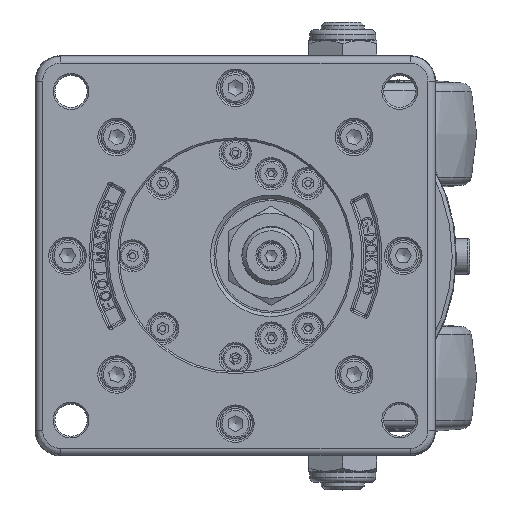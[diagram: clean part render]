
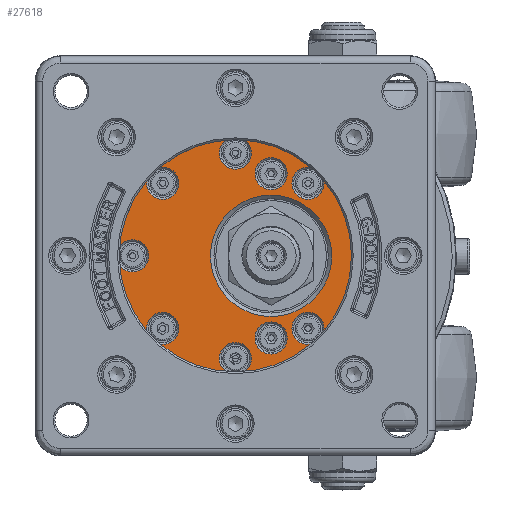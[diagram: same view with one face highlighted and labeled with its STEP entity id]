
A CAD part, top view. The second image highlights one B-rep face of the part: STEP entity #27618.
In plain terms, the highlighted planar face has unit normal (0, 0, 1).
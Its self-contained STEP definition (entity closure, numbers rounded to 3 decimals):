
#579=FACE_BOUND('',#5550,.T.);
#580=FACE_BOUND('',#5551,.T.);
#581=FACE_BOUND('',#5552,.T.);
#582=FACE_BOUND('',#5553,.T.);
#583=FACE_BOUND('',#5554,.T.);
#584=FACE_BOUND('',#5555,.T.);
#585=FACE_BOUND('',#5556,.T.);
#586=FACE_BOUND('',#5557,.T.);
#587=FACE_BOUND('',#5558,.T.);
#588=FACE_BOUND('',#5559,.T.);
#1119=PLANE('',#29206);
#2543=CIRCLE('',#29201,4.5);
#2547=CIRCLE('',#29207,34.5);
#2548=CIRCLE('',#29208,4.5);
#2549=CIRCLE('',#29209,4.5);
#2550=CIRCLE('',#29210,4.5);
#2551=CIRCLE('',#29211,4.5);
#2552=CIRCLE('',#29212,17.);
#2553=CIRCLE('',#29213,4.5);
#2554=CIRCLE('',#29214,4.5);
#2555=CIRCLE('',#29215,4.5);
#2556=CIRCLE('',#29216,4.5);
#3961=FACE_OUTER_BOUND('',#5549,.T.);
#5549=EDGE_LOOP('',(#21948));
#5550=EDGE_LOOP('',(#21949));
#5551=EDGE_LOOP('',(#21950));
#5552=EDGE_LOOP('',(#21951));
#5553=EDGE_LOOP('',(#21952));
#5554=EDGE_LOOP('',(#21953));
#5555=EDGE_LOOP('',(#21954));
#5556=EDGE_LOOP('',(#21955));
#5557=EDGE_LOOP('',(#21956));
#5558=EDGE_LOOP('',(#21957));
#5559=EDGE_LOOP('',(#21958));
#12043=VERTEX_POINT('',#48558);
#12047=VERTEX_POINT('',#48570);
#12048=VERTEX_POINT('',#48572);
#12049=VERTEX_POINT('',#48574);
#12050=VERTEX_POINT('',#48576);
#12051=VERTEX_POINT('',#48578);
#12052=VERTEX_POINT('',#48580);
#12053=VERTEX_POINT('',#48582);
#12054=VERTEX_POINT('',#48584);
#12055=VERTEX_POINT('',#48586);
#12056=VERTEX_POINT('',#48588);
#15520=EDGE_CURVE('',#12043,#12043,#2543,.T.);
#15526=EDGE_CURVE('',#12047,#12047,#2547,.T.);
#15527=EDGE_CURVE('',#12048,#12048,#2548,.T.);
#15528=EDGE_CURVE('',#12049,#12049,#2549,.T.);
#15529=EDGE_CURVE('',#12050,#12050,#2550,.T.);
#15530=EDGE_CURVE('',#12051,#12051,#2551,.T.);
#15531=EDGE_CURVE('',#12052,#12052,#2552,.T.);
#15532=EDGE_CURVE('',#12053,#12053,#2553,.T.);
#15533=EDGE_CURVE('',#12054,#12054,#2554,.T.);
#15534=EDGE_CURVE('',#12055,#12055,#2555,.T.);
#15535=EDGE_CURVE('',#12056,#12056,#2556,.T.);
#21948=ORIENTED_EDGE('',*,*,#15526,.F.);
#21949=ORIENTED_EDGE('',*,*,#15527,.F.);
#21950=ORIENTED_EDGE('',*,*,#15528,.F.);
#21951=ORIENTED_EDGE('',*,*,#15529,.F.);
#21952=ORIENTED_EDGE('',*,*,#15530,.F.);
#21953=ORIENTED_EDGE('',*,*,#15531,.F.);
#21954=ORIENTED_EDGE('',*,*,#15532,.F.);
#21955=ORIENTED_EDGE('',*,*,#15533,.F.);
#21956=ORIENTED_EDGE('',*,*,#15534,.F.);
#21957=ORIENTED_EDGE('',*,*,#15535,.F.);
#21958=ORIENTED_EDGE('',*,*,#15520,.F.);
#27618=ADVANCED_FACE('',(#3961,#579,#580,#581,#582,#583,#584,#585,#586,
#587,#588),#1119,.F.);
#29201=AXIS2_PLACEMENT_3D('',#48559,#32879,#32880);
#29206=AXIS2_PLACEMENT_3D('',#48569,#32891,#32892);
#29207=AXIS2_PLACEMENT_3D('',#48571,#32893,#32894);
#29208=AXIS2_PLACEMENT_3D('',#48573,#32895,#32896);
#29209=AXIS2_PLACEMENT_3D('',#48575,#32897,#32898);
#29210=AXIS2_PLACEMENT_3D('',#48577,#32899,#32900);
#29211=AXIS2_PLACEMENT_3D('',#48579,#32901,#32902);
#29212=AXIS2_PLACEMENT_3D('',#48581,#32903,#32904);
#29213=AXIS2_PLACEMENT_3D('',#48583,#32905,#32906);
#29214=AXIS2_PLACEMENT_3D('',#48585,#32907,#32908);
#29215=AXIS2_PLACEMENT_3D('',#48587,#32909,#32910);
#29216=AXIS2_PLACEMENT_3D('',#48589,#32911,#32912);
#32879=DIRECTION('center_axis',(0.,0.,
1.));
#32880=DIRECTION('ref_axis',(-1.,0.,0.));
#32891=DIRECTION('center_axis',(0.,0.,
-1.));
#32892=DIRECTION('ref_axis',(1.,0.,0.));
#32893=DIRECTION('center_axis',(0.,0.,
-1.));
#32894=DIRECTION('ref_axis',(-1.,0.,0.));
#32895=DIRECTION('center_axis',(0.,0.,
1.));
#32896=DIRECTION('ref_axis',(1.,0.,0.));
#32897=DIRECTION('center_axis',(0.,0.,
1.));
#32898=DIRECTION('ref_axis',(-0.707,0.707,0.));
#32899=DIRECTION('center_axis',(0.,0.,
1.));
#32900=DIRECTION('ref_axis',(-0.707,-0.707,0.));
#32901=DIRECTION('center_axis',(0.,0.,
1.));
#32902=DIRECTION('ref_axis',(0.707,-0.707,0.));
#32903=DIRECTION('center_axis',(0.,0.,
1.));
#32904=DIRECTION('ref_axis',(1.,0.,0.));
#32905=DIRECTION('center_axis',(0.,0.,
1.));
#32906=DIRECTION('ref_axis',(1.,0.,0.));
#32907=DIRECTION('center_axis',(0.,0.,
1.));
#32908=DIRECTION('ref_axis',(0.,-1.,0.));
#32909=DIRECTION('center_axis',(0.,0.,
1.));
#32910=DIRECTION('ref_axis',(-1.,0.,0.));
#32911=DIRECTION('center_axis',(0.,0.,
1.));
#32912=DIRECTION('ref_axis',(0.,1.,0.));
#48558=CARTESIAN_POINT('',(14.5,23.,-7.2));
#48559=CARTESIAN_POINT('Origin',(10.,23.,-7.2));
#48569=CARTESIAN_POINT('Origin',(0.,0.,
-7.2));
#48570=CARTESIAN_POINT('',(34.5,0.,-7.2));
#48571=CARTESIAN_POINT('Origin',(0.,0.,
-7.2));
#48572=CARTESIAN_POINT('',(5.5,-23.,-7.2));
#48573=CARTESIAN_POINT('Origin',(10.,-23.,-7.2));
#48574=CARTESIAN_POINT('',(3.182,25.568,-7.2));
#48575=CARTESIAN_POINT('Origin',(0.,28.75,-7.2));
#48576=CARTESIAN_POINT('',(-25.568,3.182,-7.2));
#48577=CARTESIAN_POINT('Origin',(-28.75,0.,-7.2));
#48578=CARTESIAN_POINT('',(-3.182,-25.568,-7.2));
#48579=CARTESIAN_POINT('Origin',(0.,-28.75,-7.2));
#48580=CARTESIAN_POINT('',(-7.,0.,-7.2));
#48581=CARTESIAN_POINT('Origin',(10.,0.,-7.2));
#48582=CARTESIAN_POINT('',(15.829,-20.329,-7.2));
#48583=CARTESIAN_POINT('Origin',(20.329,-20.329,-7.2));
#48584=CARTESIAN_POINT('',(-20.329,-15.829,-7.2));
#48585=CARTESIAN_POINT('Origin',(-20.329,-20.329,-7.2));
#48586=CARTESIAN_POINT('',(-15.829,20.329,-7.2));
#48587=CARTESIAN_POINT('Origin',(-20.329,20.329,-7.2));
#48588=CARTESIAN_POINT('',(20.329,15.829,-7.2));
#48589=CARTESIAN_POINT('Origin',(20.329,20.329,-7.2));
